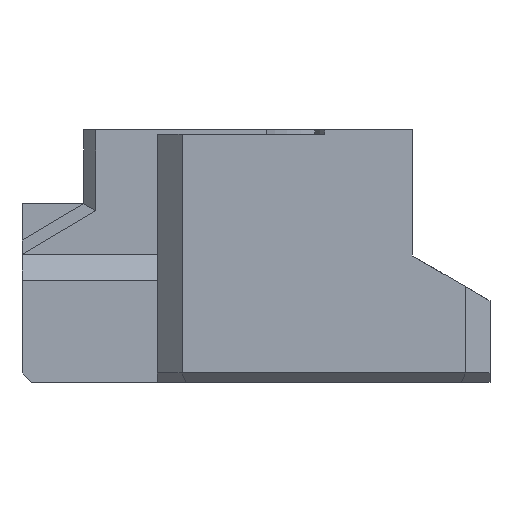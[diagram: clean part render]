
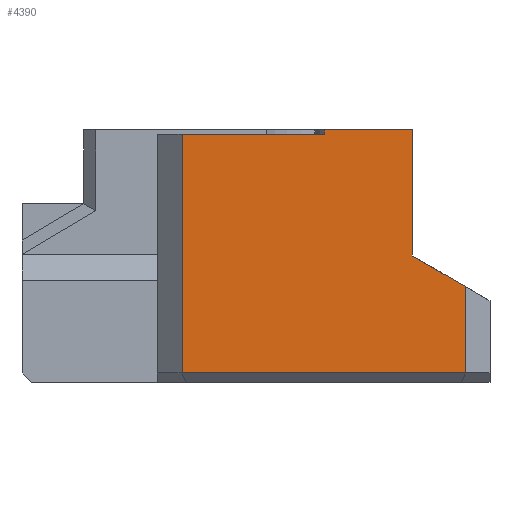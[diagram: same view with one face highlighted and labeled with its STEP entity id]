
A CAD part, front view. The second image highlights one B-rep face of the part: STEP entity #4390.
In plain terms, the highlighted planar face has unit normal (0, -1, 0).
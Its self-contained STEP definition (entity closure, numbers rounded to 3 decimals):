
#246=FACE_OUTER_BOUND('',#497,.T.);
#497=EDGE_LOOP('',(#2954,#2955,#2956,#2957,#2958,#2959,#2960,#2961));
#801=LINE('',#6042,#1323);
#814=LINE('',#6067,#1336);
#816=LINE('',#6071,#1338);
#817=LINE('',#6073,#1339);
#818=LINE('',#6075,#1340);
#819=LINE('',#6077,#1341);
#820=LINE('',#6079,#1342);
#821=LINE('',#6080,#1343);
#1323=VECTOR('',#4976,10.);
#1336=VECTOR('',#4995,10.);
#1338=VECTOR('',#4999,10.);
#1339=VECTOR('',#5000,10.);
#1340=VECTOR('',#5001,10.);
#1341=VECTOR('',#5002,10.);
#1342=VECTOR('',#5003,10.);
#1343=VECTOR('',#5004,10.);
#1841=VERTEX_POINT('',#6037);
#1842=VERTEX_POINT('',#6041);
#1851=VERTEX_POINT('',#6066);
#1852=VERTEX_POINT('',#6070);
#1853=VERTEX_POINT('',#6072);
#1854=VERTEX_POINT('',#6074);
#1855=VERTEX_POINT('',#6076);
#1856=VERTEX_POINT('',#6078);
#2267=EDGE_CURVE('',#1841,#1842,#801,.T.);
#2280=EDGE_CURVE('',#1842,#1851,#814,.T.);
#2282=EDGE_CURVE('',#1852,#1841,#816,.T.);
#2283=EDGE_CURVE('',#1853,#1852,#817,.T.);
#2284=EDGE_CURVE('',#1853,#1854,#818,.T.);
#2285=EDGE_CURVE('',#1855,#1854,#819,.T.);
#2286=EDGE_CURVE('',#1855,#1856,#820,.T.);
#2287=EDGE_CURVE('',#1856,#1851,#821,.T.);
#2954=ORIENTED_EDGE('',*,*,#2267,.F.);
#2955=ORIENTED_EDGE('',*,*,#2282,.F.);
#2956=ORIENTED_EDGE('',*,*,#2283,.F.);
#2957=ORIENTED_EDGE('',*,*,#2284,.T.);
#2958=ORIENTED_EDGE('',*,*,#2285,.F.);
#2959=ORIENTED_EDGE('',*,*,#2286,.T.);
#2960=ORIENTED_EDGE('',*,*,#2287,.T.);
#2961=ORIENTED_EDGE('',*,*,#2280,.F.);
#4200=PLANE('',#4666);
#4390=ADVANCED_FACE('',(#246),#4200,.T.);
#4666=AXIS2_PLACEMENT_3D('',#6069,#4997,#4998);
#4976=DIRECTION('',(-1.,0.,0.));
#4995=DIRECTION('',(0.,0.,1.));
#4997=DIRECTION('center_axis',(0.,-1.,0.));
#4998=DIRECTION('ref_axis',(1.,0.,0.));
#4999=DIRECTION('',(0.,0.,-1.));
#5000=DIRECTION('',(0.866,0.,-0.5));
#5001=DIRECTION('',(0.,0.,1.));
#5002=DIRECTION('',(1.,0.,0.));
#5003=DIRECTION('',(0.,0.,-1.));
#5004=DIRECTION('',(-1.,0.,0.));
#6037=CARTESIAN_POINT('',(17.,-48.,-23.25));
#6041=CARTESIAN_POINT('',(-6.,-48.,-23.25));
#6042=CARTESIAN_POINT('',(-9.5,-48.,-23.25));
#6066=CARTESIAN_POINT('',(-6.,-48.,-3.875));
#6067=CARTESIAN_POINT('',(-6.,-48.,-13.75));
#6069=CARTESIAN_POINT('Origin',(-19.,-48.,-24.));
#6070=CARTESIAN_POINT('',(17.,-48.,-16.232));
#6071=CARTESIAN_POINT('',(17.,-48.,-24.));
#6072=CARTESIAN_POINT('',(12.7,-48.,-13.75));
#6073=CARTESIAN_POINT('',(4.606,-48.,-9.077));
#6074=CARTESIAN_POINT('',(12.7,-48.,-3.5));
#6075=CARTESIAN_POINT('',(12.7,-48.,-13.75));
#6076=CARTESIAN_POINT('',(5.6,-48.,-3.5));
#6077=CARTESIAN_POINT('',(-19.,-48.,-3.5));
#6078=CARTESIAN_POINT('',(5.6,-48.,-3.875));
#6079=CARTESIAN_POINT('',(5.6,-48.,-13.75));
#6080=CARTESIAN_POINT('',(-10.1,-48.,-3.875));
